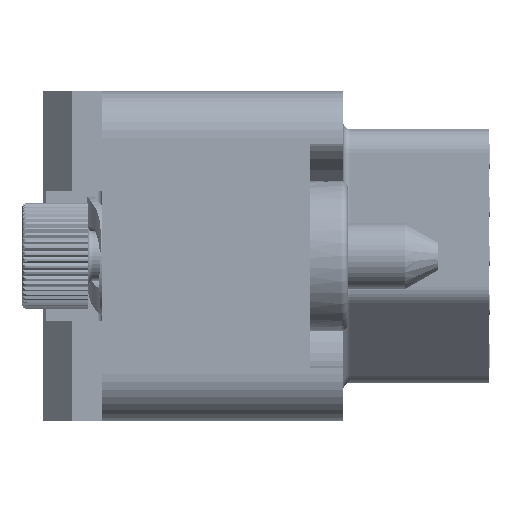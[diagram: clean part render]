
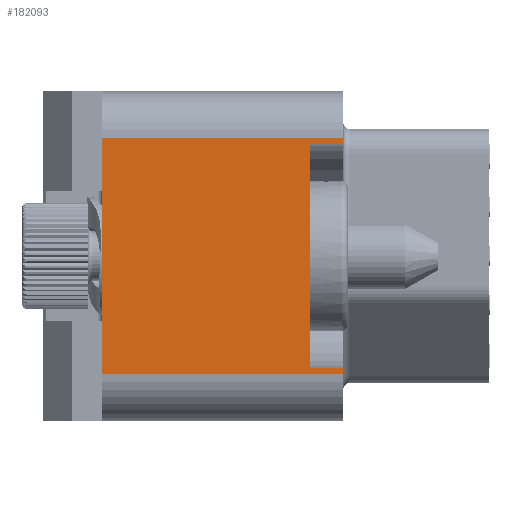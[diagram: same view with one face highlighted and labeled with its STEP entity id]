
A CAD part, left-side view. The second image highlights one B-rep face of the part: STEP entity #182093.
In plain terms, the highlighted planar face has unit normal (-1, 0, 0).
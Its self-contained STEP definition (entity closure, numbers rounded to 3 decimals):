
#433=DIRECTION('',(0.,0.,-1.));
#434=VECTOR('',#433,10.);
#435=CARTESIAN_POINT('',(-40.,10.25,5.));
#436=LINE('',#435,#434);
#536=DIRECTION('',(0.,-1.,0.));
#537=VECTOR('',#536,10.25);
#538=CARTESIAN_POINT('',(-40.,10.25,5.));
#539=LINE('',#538,#537);
#8678=DIRECTION('',(0.,1.,0.));
#8679=VECTOR('',#8678,10.25);
#8680=CARTESIAN_POINT('',(-40.,0.,-5.));
#8681=LINE('',#8680,#8679);
#8687=DIRECTION('',(0.,0.,1.));
#8688=VECTOR('',#8687,9.5);
#8689=CARTESIAN_POINT('',(-40.,1.4,-4.75));
#8690=LINE('',#8689,#8688);
#8691=DIRECTION('',(0.,1.,0.));
#8692=VECTOR('',#8691,1.4);
#8693=CARTESIAN_POINT('',(-40.,0.,-4.75));
#8694=LINE('',#8693,#8692);
#8695=DIRECTION('',(0.,0.,-1.));
#8696=VECTOR('',#8695,0.25);
#8697=CARTESIAN_POINT('',(-40.,0.,-4.75));
#8698=LINE('',#8697,#8696);
#8699=DIRECTION('',(0.,0.,-1.));
#8700=VECTOR('',#8699,0.25);
#8701=CARTESIAN_POINT('',(-40.,0.,5.));
#8702=LINE('',#8701,#8700);
#8703=DIRECTION('',(0.,1.,0.));
#8704=VECTOR('',#8703,1.4);
#8705=CARTESIAN_POINT('',(-40.,0.,4.75));
#8706=LINE('',#8705,#8704);
#152788=CARTESIAN_POINT('',(-40.,0.,5.));
#152789=VERTEX_POINT('',#152788);
#152790=CARTESIAN_POINT('',(-40.,10.25,5.));
#152791=VERTEX_POINT('',#152790);
#152796=CARTESIAN_POINT('',(-40.,10.25,-5.));
#152797=VERTEX_POINT('',#152796);
#152798=CARTESIAN_POINT('',(-40.,0.,-5.));
#152799=VERTEX_POINT('',#152798);
#152816=CARTESIAN_POINT('',(-40.,0.,-4.75));
#152818=VERTEX_POINT('',#152816);
#152822=CARTESIAN_POINT('',(-40.,0.,4.75));
#152823=VERTEX_POINT('',#152822);
#152824=CARTESIAN_POINT('',(-40.,1.4,-4.75));
#152825=CARTESIAN_POINT('',(-40.,1.4,4.75));
#152826=VERTEX_POINT('',#152824);
#152827=VERTEX_POINT('',#152825);
#182075=CARTESIAN_POINT('',(-40.,0.,7.));
#182076=DIRECTION('',(-1.,0.,0.));
#182077=DIRECTION('',(0.,1.,0.));
#182078=AXIS2_PLACEMENT_3D('',#182075,#182076,#182077);
#182079=PLANE('',#182078);
#182081=ORIENTED_EDGE('',*,*,#182080,.F.);
#182083=ORIENTED_EDGE('',*,*,#182082,.F.);
#182084=ORIENTED_EDGE('',*,*,#176573,.T.);
#182085=ORIENTED_EDGE('',*,*,#182069,.T.);
#182086=ORIENTED_EDGE('',*,*,#176469,.F.);
#182087=ORIENTED_EDGE('',*,*,#176550,.T.);
#182088=ORIENTED_EDGE('',*,*,#176581,.T.);
#182090=ORIENTED_EDGE('',*,*,#182089,.T.);
#182091=EDGE_LOOP('',(#182081,#182083,#182084,#182085,#182086,#182087,#182088,
#182090));
#182092=FACE_OUTER_BOUND('',#182091,.F.);
#182093=ADVANCED_FACE('',(#182092),#182079,.T.);
#176469=EDGE_CURVE('',#152791,#152797,#436,.T.);
#176550=EDGE_CURVE('',#152791,#152789,#539,.T.);
#176573=EDGE_CURVE('',#152818,#152799,#8698,.T.);
#176581=EDGE_CURVE('',#152789,#152823,#8702,.T.);
#182069=EDGE_CURVE('',#152799,#152797,#8681,.T.);
#182080=EDGE_CURVE('',#152826,#152827,#8690,.T.);
#182082=EDGE_CURVE('',#152818,#152826,#8694,.T.);
#182089=EDGE_CURVE('',#152823,#152827,#8706,.T.);
